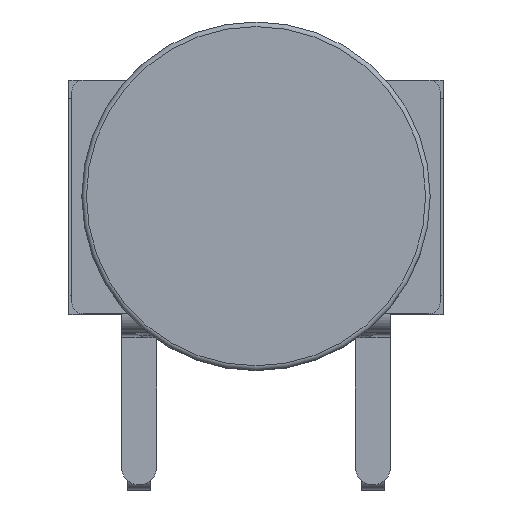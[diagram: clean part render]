
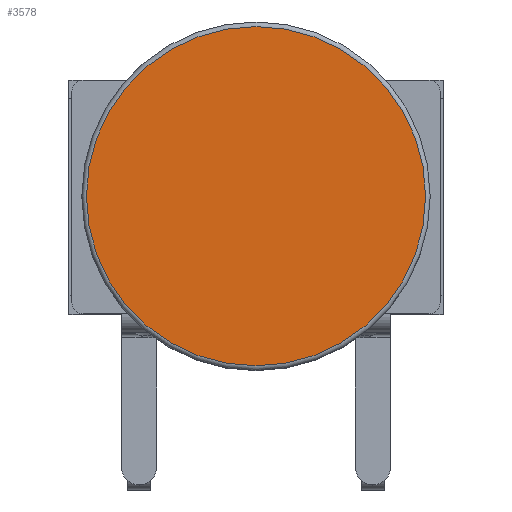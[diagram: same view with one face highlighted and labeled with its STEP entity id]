
A CAD part, top view. The second image highlights one B-rep face of the part: STEP entity #3578.
In plain terms, the highlighted planar face has unit normal (0, 0, 1).
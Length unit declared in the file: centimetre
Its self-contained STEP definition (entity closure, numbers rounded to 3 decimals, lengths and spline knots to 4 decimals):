
#62=PLANE('',#3815);
#208=FACE_OUTER_BOUND('',#420,.T.);
#420=EDGE_LOOP('',(#2476));
#1446=CIRCLE('',#3813,0.3685);
#1574=VERTEX_POINT('',#5254);
#1918=EDGE_CURVE('',#1574,#1574,#1446,.T.);
#2476=ORIENTED_EDGE('',*,*,#1918,.F.);
#3578=ADVANCED_FACE('',(#208),#62,.F.);
#3813=AXIS2_PLACEMENT_3D('',#5256,#4181,#4182);
#3815=AXIS2_PLACEMENT_3D('',#5259,#4186,#4187);
#4181=DIRECTION('center_axis',(0.,0.,
-1.));
#4182=DIRECTION('ref_axis',(-1.,0.,0.));
#4186=DIRECTION('center_axis',(0.,0.,
-1.));
#4187=DIRECTION('ref_axis',(-1.,0.,0.));
#5254=CARTESIAN_POINT('',(0.3685,0.,1.851));
#5256=CARTESIAN_POINT('Origin',(0.,0.,
1.851));
#5259=CARTESIAN_POINT('Origin',(0.,0.,
1.851));
